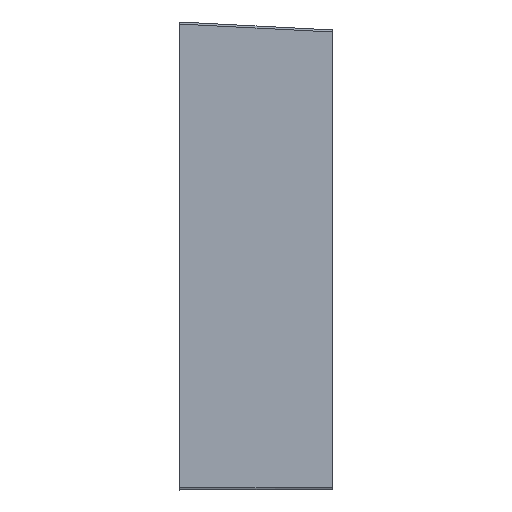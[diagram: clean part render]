
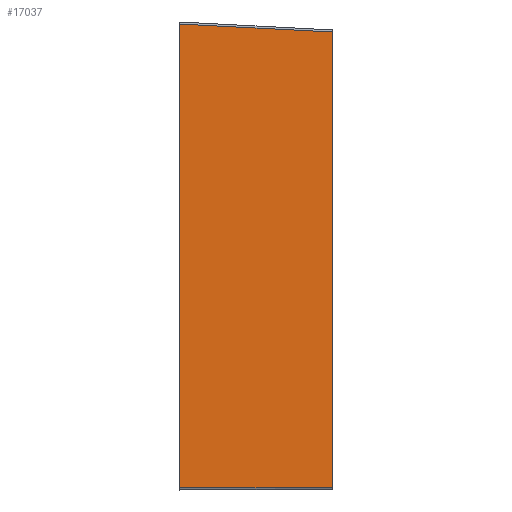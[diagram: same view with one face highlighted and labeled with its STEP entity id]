
A CAD part, left-side view. The second image highlights one B-rep face of the part: STEP entity #17037.
In plain terms, the highlighted planar face has unit normal (-1, -0.026, 0).
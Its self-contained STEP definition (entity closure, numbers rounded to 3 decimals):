
#1396 = LINE ( 'NONE', #7708, #9921 ) ;
#1552 = VERTEX_POINT ( 'NONE', #17863 ) ;
#1735 = EDGE_CURVE ( 'NONE', #1552, #8083, #4809, .T. ) ;
#1829 = CARTESIAN_POINT ( 'NONE',  ( -300., 0., -228. ) ) ;
#2326 = EDGE_CURVE ( 'NONE', #1552, #6164, #3978, .T. ) ;
#2579 = CARTESIAN_POINT ( 'NONE',  ( -296.072, -150., -227.477 ) ) ;
#2628 = VECTOR ( 'NONE', #8734, 1000. ) ;
#2725 = CARTESIAN_POINT ( 'NONE',  ( -300.003, 0.104, 228.005 ) ) ;
#2848 = DIRECTION ( 'NONE',  ( 0., 0., -1. ) ) ;
#3978 = LINE ( 'NONE', #2725, #2628 ) ;
#4167 = CARTESIAN_POINT ( 'NONE',  ( -300., 0., 230. ) ) ;
#4561 = EDGE_LOOP ( 'NONE', ( #15489, #18143, #7530, #5448 ) ) ;
#4809 = LINE ( 'NONE', #7804, #8896 ) ;
#4917 = CARTESIAN_POINT ( 'NONE',  ( -299.958, -1.598, -227.995 ) ) ;
#5448 = ORIENTED_EDGE ( 'NONE', *, *, #9630, .T. ) ;
#5720 = DIRECTION ( 'NONE',  ( -1., -0.026, 0. ) ) ;
#6164 = VERTEX_POINT ( 'NONE', #13357 ) ;
#6812 = VERTEX_POINT ( 'NONE', #1829 ) ;
#7530 = ORIENTED_EDGE ( 'NONE', *, *, #9370, .F. ) ;
#7708 = CARTESIAN_POINT ( 'NONE',  ( -300., 0., 230. ) ) ;
#7804 = CARTESIAN_POINT ( 'NONE',  ( -296.072, -150., 230. ) ) ;
#8014 = DIRECTION ( 'NONE',  ( 0., 0., 1. ) ) ;
#8083 = VERTEX_POINT ( 'NONE', #2579 ) ;
#8734 = DIRECTION ( 'NONE',  ( -0.026, 0.998, 0.052 ) ) ;
#8896 = VECTOR ( 'NONE', #2848, 1000. ) ;
#9370 = EDGE_CURVE ( 'NONE', #6812, #6164, #1396, .T. ) ;
#9630 = EDGE_CURVE ( 'NONE', #6812, #8083, #12659, .T. ) ;
#9921 = VECTOR ( 'NONE', #8014, 1000. ) ;
#10947 = FACE_OUTER_BOUND ( 'NONE', #4561, .T. ) ;
#12659 = LINE ( 'NONE', #4917, #17846 ) ;
#13357 = CARTESIAN_POINT ( 'NONE',  ( -300., 0., 228. ) ) ;
#13666 = DIRECTION ( 'NONE',  ( 0.026, -1., 0. ) ) ;
#15316 = PLANE ( 'NONE',  #18267 ) ;
#15489 = ORIENTED_EDGE ( 'NONE', *, *, #1735, .F. ) ;
#17037 = ADVANCED_FACE ( 'NONE', ( #10947 ), #15316, .T. ) ;
#17846 = VECTOR ( 'NONE', #18955, 1000. ) ;
#17863 = CARTESIAN_POINT ( 'NONE',  ( -296.072, -150., 220.139 ) ) ;
#18143 = ORIENTED_EDGE ( 'NONE', *, *, #2326, .T. ) ;
#18267 = AXIS2_PLACEMENT_3D ( 'NONE', #4167, #5720, #13666 ) ;
#18955 = DIRECTION ( 'NONE',  ( 0.026, -1., 0.003 ) ) ;
